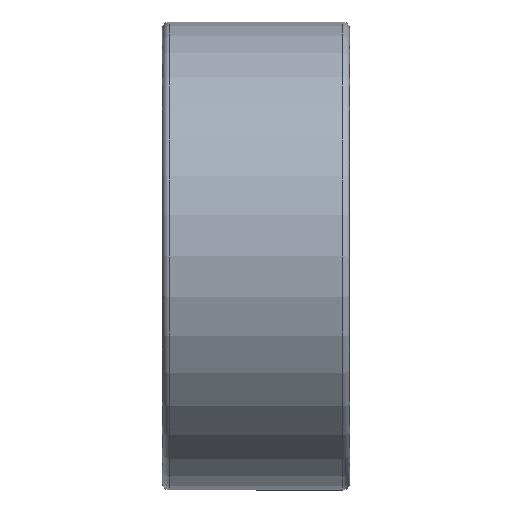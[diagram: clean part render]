
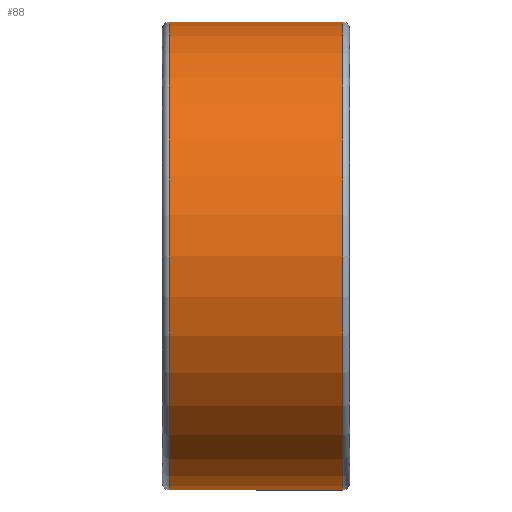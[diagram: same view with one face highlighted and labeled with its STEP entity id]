
A CAD part, front view. The second image highlights one B-rep face of the part: STEP entity #88.
In plain terms, the highlighted cylindrical face has radius 5 mm (diameter 10 mm), a partial arc.
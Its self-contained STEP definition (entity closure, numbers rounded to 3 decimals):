
#3 = EDGE_CURVE ( 'NONE', #525, #58, #660, .T. ) ;
#25 = DIRECTION ( 'NONE',  ( 0., 0., -1. ) ) ;
#58 = VERTEX_POINT ( 'NONE', #358 ) ;
#76 = CARTESIAN_POINT ( 'NONE',  ( 1.85, 0., 5. ) ) ;
#88 = ADVANCED_FACE ( 'NONE', ( #513 ), #772, .T. ) ;
#160 = CIRCLE ( 'NONE', #196, 5. ) ;
#196 = AXIS2_PLACEMENT_3D ( 'NONE', #812, #577, #571 ) ;
#197 = CARTESIAN_POINT ( 'NONE',  ( -1.85, 0., 5. ) ) ;
#205 = ORIENTED_EDGE ( 'NONE', *, *, #459, .T. ) ;
#217 = CARTESIAN_POINT ( 'NONE',  ( -20.637, 0., -5. ) ) ;
#222 = EDGE_LOOP ( 'NONE', ( #685, #205, #725, #688 ) ) ;
#225 = DIRECTION ( 'NONE',  ( 1., 0., 0. ) ) ;
#229 = CARTESIAN_POINT ( 'NONE',  ( 1.85, 0., 0. ) ) ;
#259 = DIRECTION ( 'NONE',  ( 1., 0., 0. ) ) ;
#281 = AXIS2_PLACEMENT_3D ( 'NONE', #479, #225, #554 ) ;
#282 = DIRECTION ( 'NONE',  ( 1., 0., 0. ) ) ;
#325 = CARTESIAN_POINT ( 'NONE',  ( -20.637, 0., 5. ) ) ;
#345 = EDGE_CURVE ( 'NONE', #406, #525, #570, .T. ) ;
#358 = CARTESIAN_POINT ( 'NONE',  ( 1.85, 0., -5. ) ) ;
#366 = VECTOR ( 'NONE', #259, 1000. ) ;
#406 = VERTEX_POINT ( 'NONE', #197 ) ;
#418 = VECTOR ( 'NONE', #282, 1000. ) ;
#459 = EDGE_CURVE ( 'NONE', #406, #625, #160, .T. ) ;
#479 = CARTESIAN_POINT ( 'NONE',  ( -20.637, 0., 0. ) ) ;
#513 = FACE_OUTER_BOUND ( 'NONE', #222, .T. ) ;
#525 = VERTEX_POINT ( 'NONE', #76 ) ;
#530 = AXIS2_PLACEMENT_3D ( 'NONE', #229, #673, #25 ) ;
#554 = DIRECTION ( 'NONE',  ( 0., 0., -1. ) ) ;
#570 = LINE ( 'NONE', #325, #366 ) ;
#571 = DIRECTION ( 'NONE',  ( 0., 0., -1. ) ) ;
#577 = DIRECTION ( 'NONE',  ( 1., 0., 0. ) ) ;
#579 = LINE ( 'NONE', #217, #418 ) ;
#599 = CARTESIAN_POINT ( 'NONE',  ( -1.85, 0., -5. ) ) ;
#625 = VERTEX_POINT ( 'NONE', #599 ) ;
#660 = CIRCLE ( 'NONE', #530, 5. ) ;
#673 = DIRECTION ( 'NONE',  ( 1., 0., 0. ) ) ;
#685 = ORIENTED_EDGE ( 'NONE', *, *, #345, .F. ) ;
#688 = ORIENTED_EDGE ( 'NONE', *, *, #3, .F. ) ;
#725 = ORIENTED_EDGE ( 'NONE', *, *, #768, .T. ) ;
#768 = EDGE_CURVE ( 'NONE', #625, #58, #579, .T. ) ;
#772 = CYLINDRICAL_SURFACE ( 'NONE', #281, 5. ) ;
#812 = CARTESIAN_POINT ( 'NONE',  ( -1.85, 0., 0. ) ) ;
